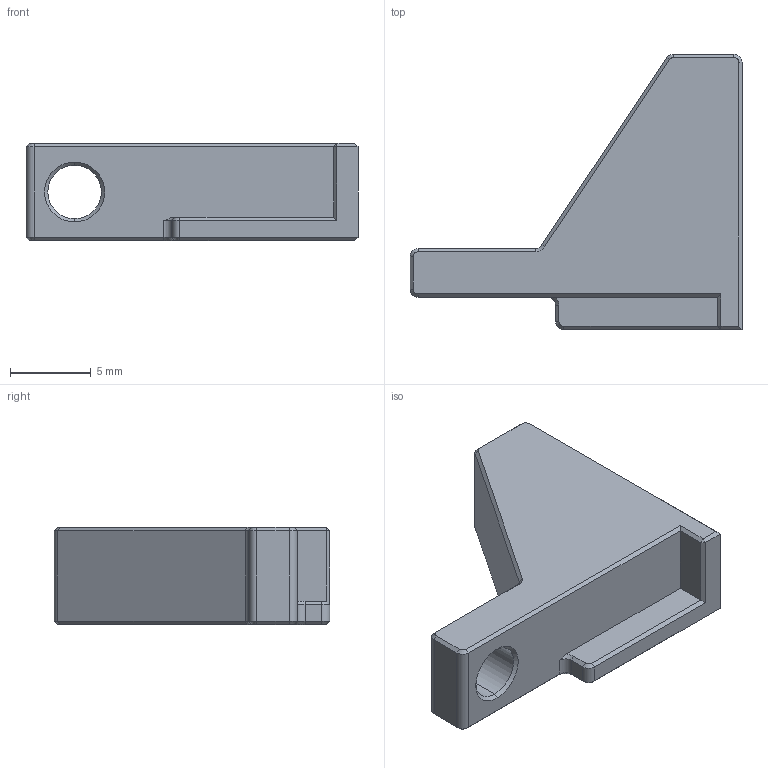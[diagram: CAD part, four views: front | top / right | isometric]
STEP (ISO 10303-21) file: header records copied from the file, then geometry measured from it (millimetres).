
FILE_DESCRIPTION (( 'STEP AP203' ), '1' );
FILE_NAME ('X癹弇揖楷ん.STEP', '2023-07-26T08:14:02', ( 'Leo' ), ( '' ), 'SwSTEP 2.0', 'SolidWorks 2018', '' );
FILE_SCHEMA (( 'CONFIG_CONTROL_DESIGN' ));
Length unit declared in the file: millimetre
Products named in the file (1): X癹弇揖楷ん
Bounding box: 20.5 x 17 x 6 mm (x, y, z)
Volume: 998.1 mm3; surface area: 779 mm2
Topology: 1 solids, 1 shells, 57 faces, 129 edges, 74 vertices
Faces by surface type: plane 32, cone 16, cylinder 9
Entity records: 1633 total; most frequent: DIRECTION 278, CARTESIAN_POINT 266, ORIENTED_EDGE 258, EDGE_CURVE 129, VECTOR 94, LINE 94, AXIS2_PLACEMENT_3D 92, VERTEX_POINT 74
